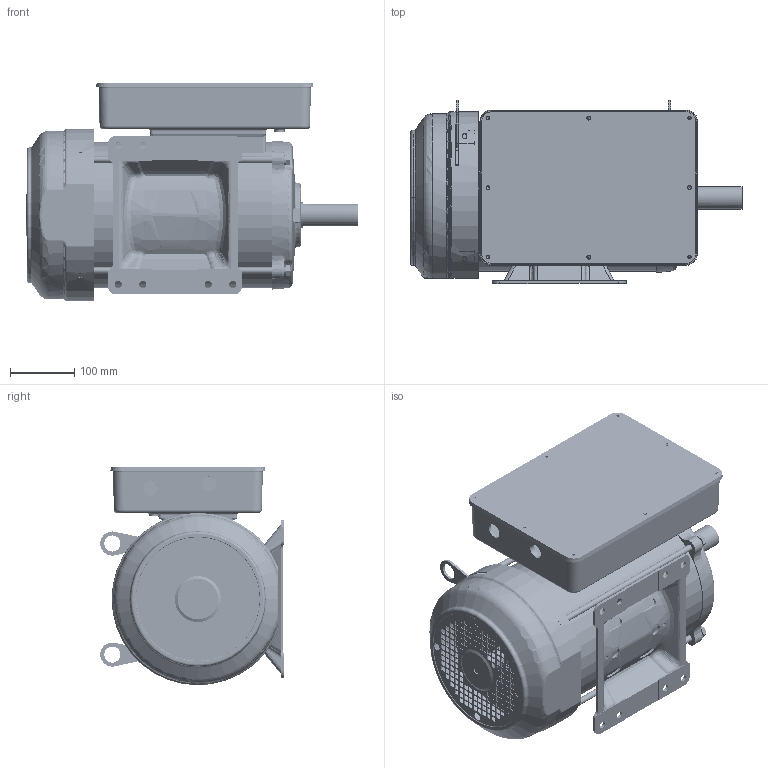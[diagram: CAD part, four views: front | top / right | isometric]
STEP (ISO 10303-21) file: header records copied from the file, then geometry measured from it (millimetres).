
FILE_DESCRIPTION (( 'STEP AP214' ), '1' );
FILE_NAME ('MTF2-7P5-1B18-215.STEP', '2020-07-08T15:13:06', ( '' ), ( '' ), 'SwSTEP 2.0', 'SolidWorks 2017', '' );
FILE_SCHEMA (( 'AUTOMOTIVE_DESIGN' ));
Length unit declared in the file: inch
Products named in the file (1): MTF2-7P5-1B18-215
Bounding box: 515.7 x 284.9 x 339.59 mm (x, y, z)
Volume: 4102853.4 mm3; surface area: 1678685.4 mm2
Topology: 24 solids, 24 shells, 3480 faces, 9070 edges, 5534 vertices
Faces by surface type: plane 1086, bspline 954, cylinder 847, cone 316, torus 257, sphere 20
Entity records: 157628 total; most frequent: CARTESIAN_POINT 81656, ORIENTED_EDGE 17828, DIRECTION 13002, EDGE_CURVE 8914, VERTEX_POINT 5534, AXIS2_PLACEMENT_3D 4582, EDGE_LOOP 3998, LINE 3838
